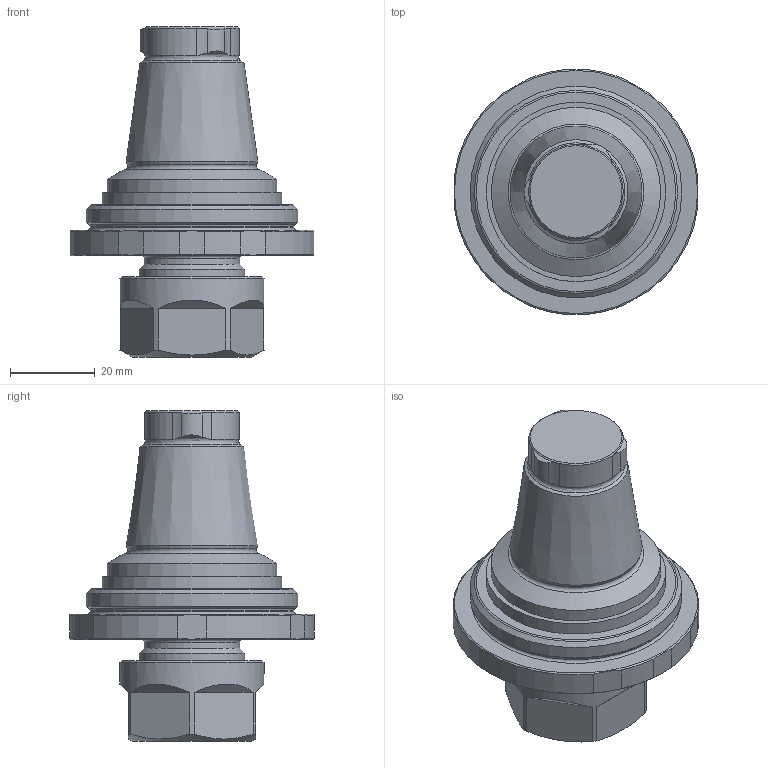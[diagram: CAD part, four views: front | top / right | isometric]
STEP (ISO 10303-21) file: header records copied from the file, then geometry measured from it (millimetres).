
FILE_DESCRIPTION(/* description */ ('Unknown'),/* implementation_level */ '2;1');
FILE_NAME(/* name */ '320032013',/* time_stamp */ '2020-07-23T14:00:20+02:00',/* author */ ('KS'),/* organization */ ('WTO'),/* preprocessor_version */ 'ST-DEVELOPER v16.7',/* originating_system */ 'DEX',/* authorisation */ $);
FILE_SCHEMA (('AUTOMOTIVE_DESIGN {1 0 10303 214 3 1 1}'));
Length unit declared in the file: millimetre
Products named in the file (1): 090290_320032013_vereinfacht_STP_00415641
Bounding box: 57.6 x 57.7 x 78 mm (x, y, z)
Volume: 64680 mm3; surface area: 16349 mm2
Topology: 1 solids, 2 shells, 86 faces, 207 edges, 131 vertices
Faces by surface type: cylinder 30, plane 30, cone 20, torus 6
Full cylindrical faces by diameter (mm): 13.5 x2, 15.8 x1, 22.5 x1, 25 x1, 34 x1, 40 x1, 42.4 x1, 48.1 x1, 50 x1
Entity records: 2350 total; most frequent: CARTESIAN_POINT 531, DIRECTION 370, ORIENTED_EDGE 334, EDGE_CURVE 167, AXIS2_PLACEMENT_3D 162, EDGE_LOOP 122, FACE_BOUND 122, VERTEX_POINT 121
